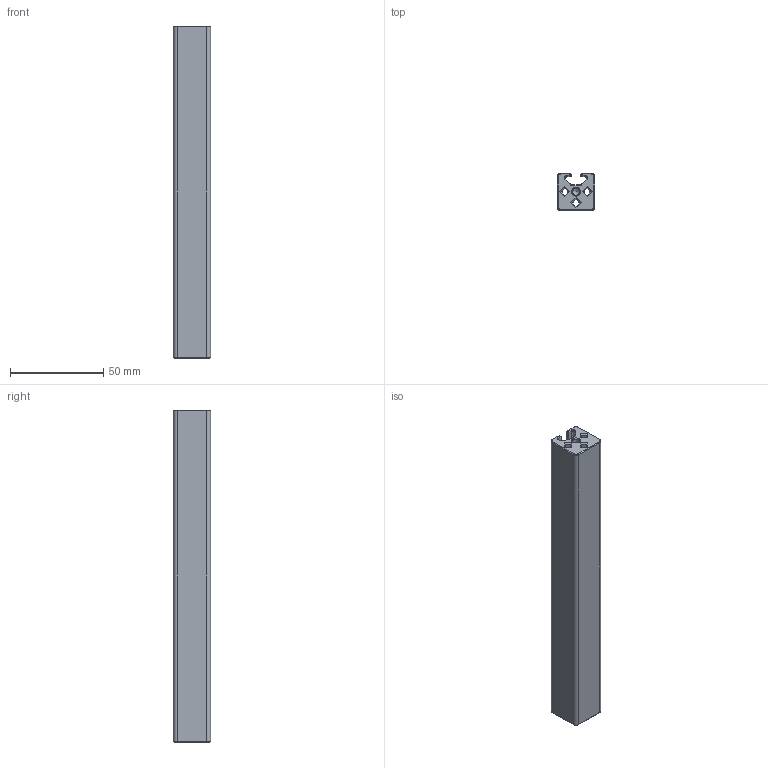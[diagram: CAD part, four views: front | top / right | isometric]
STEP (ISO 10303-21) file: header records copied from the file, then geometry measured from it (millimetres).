
FILE_DESCRIPTION(('FreeCAD Model'),'2;1');
FILE_NAME('Open CASCADE Shape Model','2021-08-31T18:55:40',('Author'),( ''),'Open CASCADE STEP processor 7.5','FreeCAD','Unknown');
FILE_SCHEMA(('AUTOMOTIVE_DESIGN { 1 0 10303 214 1 1 1 1 }'));
Length unit declared in the file: millimetre
Products named in the file (1): RearStrut_001
Bounding box: 20 x 20 x 178 mm (x, y, z)
Volume: 56944.7 mm3; surface area: 24199.3 mm2
Topology: 1 solids, 1 shells, 120 faces, 274 edges, 156 vertices
Faces by surface type: plane 78, cone 24, cylinder 14, bspline 4
Full cylindrical faces by diameter (mm): 3.7 x2
Entity records: 6900 total; most frequent: CARTESIAN_POINT 1293, DIRECTION 1056, LINE 720, VECTOR 720, ORIENTED_EDGE 544, PCURVE 544, DEFINITIONAL_REPRESENTATION 544, EDGE_CURVE 272
